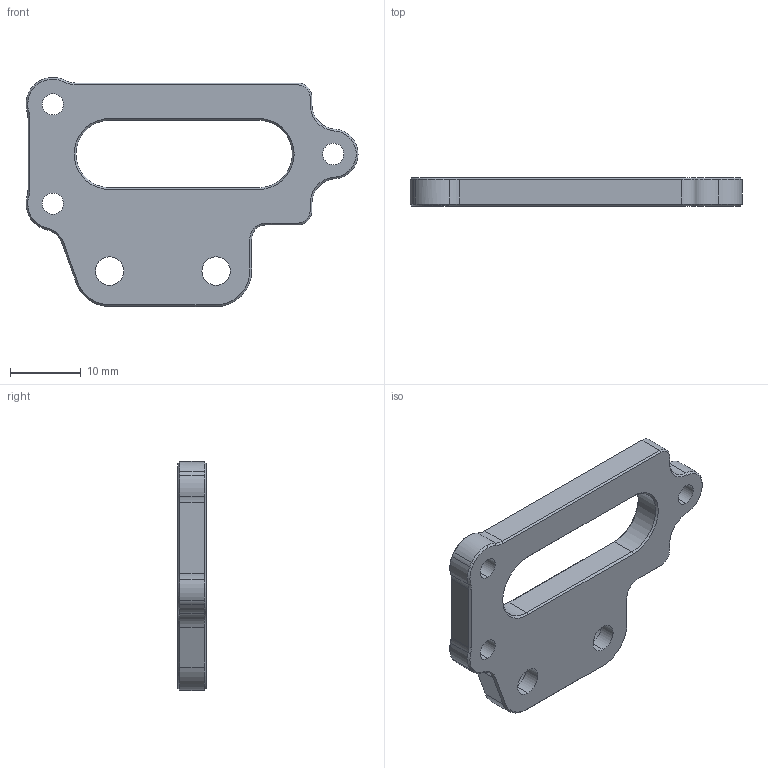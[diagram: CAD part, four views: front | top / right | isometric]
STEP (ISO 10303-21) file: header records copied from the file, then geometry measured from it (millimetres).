
FILE_DESCRIPTION (( 'STEP AP203' ), '1' );
FILE_NAME ('X Belt Tensioner Bottom.STEP', '2020-08-20T18:37:52', ( '' ), ( '' ), 'SwSTEP 2.0', 'SolidWorks 2019', '' );
FILE_SCHEMA (( 'CONFIG_CONTROL_DESIGN' ));
Length unit declared in the file: millimetre
Products named in the file (1): X Belt Tensioner Bottom
Bounding box: 46.79 x 4 x 32.29 mm (x, y, z)
Volume: 3224 mm3; surface area: 2649.3 mm2
Topology: 1 solids, 1 shells, 113 faces, 265 edges, 156 vertices
Faces by surface type: cone 42, plane 37, cylinder 34
Entity records: 3307 total; most frequent: DIRECTION 594, CARTESIAN_POINT 568, ORIENTED_EDGE 530, EDGE_CURVE 265, AXIS2_PLACEMENT_3D 226, VERTEX_POINT 156, LINE 142, VECTOR 142
